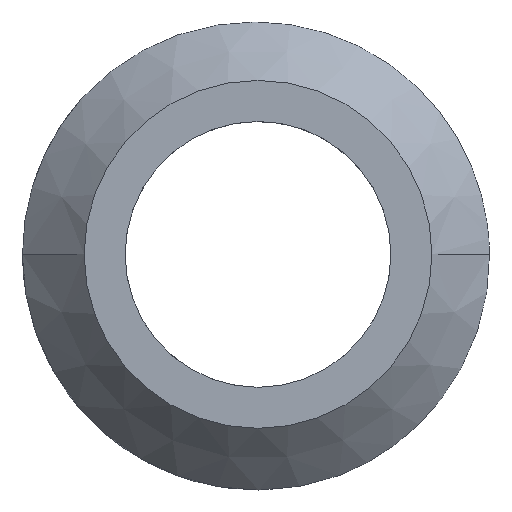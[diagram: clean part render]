
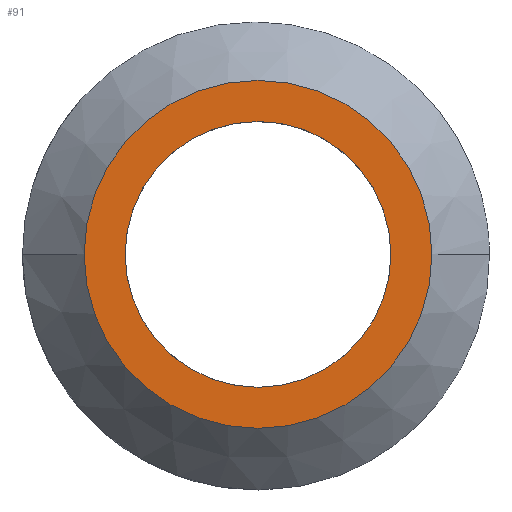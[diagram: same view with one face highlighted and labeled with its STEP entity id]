
A CAD part, top view. The second image highlights one B-rep face of the part: STEP entity #91.
In plain terms, the highlighted planar face has unit normal (0, 0, 1).
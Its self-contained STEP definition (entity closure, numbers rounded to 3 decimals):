
#1 = AXIS2_PLACEMENT_3D ( 'NONE', #149, #29, #291 ) ;
#4 = PLANE ( 'NONE',  #276 ) ;
#6 = CARTESIAN_POINT ( 'NONE',  ( 0., 0., 1.5 ) ) ;
#7 = DIRECTION ( 'NONE',  ( 0., 0., -1. ) ) ;
#13 = EDGE_CURVE ( 'NONE', #67, #167, #111, .T. ) ;
#21 = ORIENTED_EDGE ( 'NONE', *, *, #213, .T. ) ;
#22 = CARTESIAN_POINT ( 'NONE',  ( 0., 0., 1.5 ) ) ;
#24 = DIRECTION ( 'NONE',  ( -1., 0., 0. ) ) ;
#29 = DIRECTION ( 'NONE',  ( 0., 0., -1. ) ) ;
#38 = ORIENTED_EDGE ( 'NONE', *, *, #13, .T. ) ;
#44 = ORIENTED_EDGE ( 'NONE', *, *, #141, .F. ) ;
#45 = FACE_BOUND ( 'NONE', #216, .T. ) ;
#48 = CARTESIAN_POINT ( 'NONE',  ( 0., 0., 1.5 ) ) ;
#56 = DIRECTION ( 'NONE',  ( -1., 0., 0. ) ) ;
#62 = CARTESIAN_POINT ( 'NONE',  ( 0., 0., 1.5 ) ) ;
#67 = VERTEX_POINT ( 'NONE', #262 ) ;
#74 = DIRECTION ( 'NONE',  ( 0., 0., -1. ) ) ;
#85 = CARTESIAN_POINT ( 'NONE',  ( -2.585, 0., 1.5 ) ) ;
#86 = CIRCLE ( 'NONE', #268, 2.585 ) ;
#91 = ADVANCED_FACE ( 'NONE', ( #45, #101 ), #4, .T. ) ;
#94 = EDGE_LOOP ( 'NONE', ( #282, #44 ) ) ;
#98 = DIRECTION ( 'NONE',  ( 0., 0., 1. ) ) ;
#99 = CIRCLE ( 'NONE', #256, 2.585 ) ;
#101 = FACE_OUTER_BOUND ( 'NONE', #94, .T. ) ;
#108 = DIRECTION ( 'NONE',  ( -1., 0., 0. ) ) ;
#111 = CIRCLE ( 'NONE', #159, 1.975 ) ;
#141 = EDGE_CURVE ( 'NONE', #265, #144, #86, .T. ) ;
#144 = VERTEX_POINT ( 'NONE', #85 ) ;
#149 = CARTESIAN_POINT ( 'NONE',  ( 0., 0., 1.5 ) ) ;
#159 = AXIS2_PLACEMENT_3D ( 'NONE', #48, #74, #24 ) ;
#167 = VERTEX_POINT ( 'NONE', #294 ) ;
#180 = CARTESIAN_POINT ( 'NONE',  ( 2.585, 0., 1.5 ) ) ;
#187 = EDGE_CURVE ( 'NONE', #144, #265, #99, .T. ) ;
#199 = DIRECTION ( 'NONE',  ( 1., 0., 0. ) ) ;
#213 = EDGE_CURVE ( 'NONE', #167, #67, #301, .T. ) ;
#216 = EDGE_LOOP ( 'NONE', ( #38, #21 ) ) ;
#249 = DIRECTION ( 'NONE',  ( 0., 0., -1. ) ) ;
#256 = AXIS2_PLACEMENT_3D ( 'NONE', #62, #7, #56 ) ;
#262 = CARTESIAN_POINT ( 'NONE',  ( -1.975, 0., 1.5 ) ) ;
#265 = VERTEX_POINT ( 'NONE', #180 ) ;
#268 = AXIS2_PLACEMENT_3D ( 'NONE', #6, #249, #108 ) ;
#276 = AXIS2_PLACEMENT_3D ( 'NONE', #22, #98, #199 ) ;
#282 = ORIENTED_EDGE ( 'NONE', *, *, #187, .F. ) ;
#291 = DIRECTION ( 'NONE',  ( -1., 0., 0. ) ) ;
#294 = CARTESIAN_POINT ( 'NONE',  ( 1.975, 0., 1.5 ) ) ;
#301 = CIRCLE ( 'NONE', #1, 1.975 ) ;
